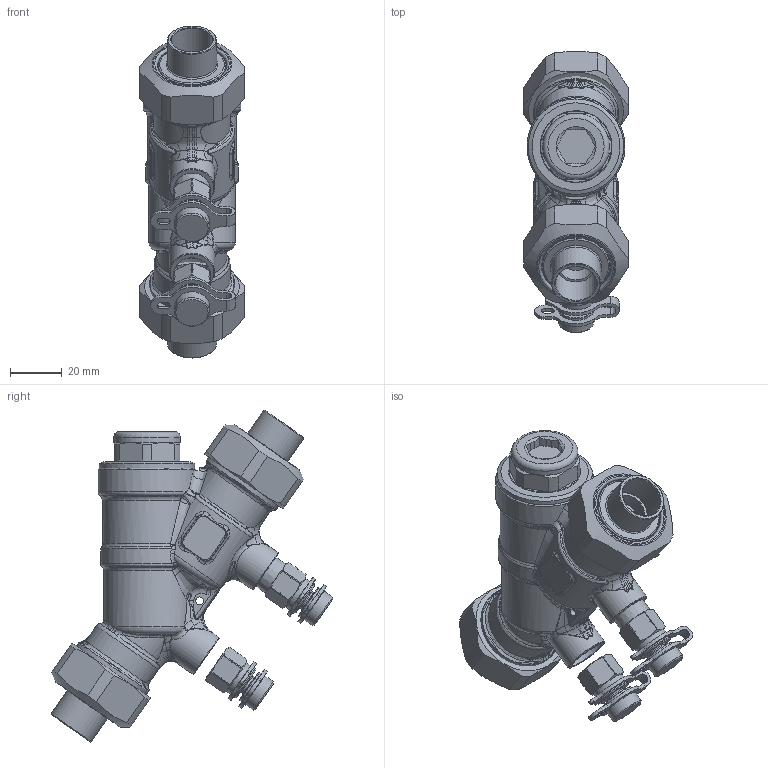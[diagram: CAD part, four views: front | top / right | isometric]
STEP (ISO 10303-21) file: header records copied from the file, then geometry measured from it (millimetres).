
FILE_DESCRIPTION(/* description */ (''),/* implementation_level */ '2;1');
FILE_NAME(/* name */ '128549AF_Simplify_1.stp',/* time_stamp */ '2025-07-22T07:59:20-05:00',/* author */ ('ischreiner'),/* organization */ (''),/* preprocessor_version */ 'ST-DEVELOPER v20',/* originating_system */ 'Autodesk Inventor 2025',/* authorisation */ '');
FILE_SCHEMA (('AUTOMOTIVE_DESIGN { 1 0 10303 214 3 1 1 }'));
Length unit declared in the file: inch
Products named in the file (1): 128549AF_Simplify_1
Bounding box: 40.63 x 109.18 x 128.68 mm (x, y, z)
Volume: 162919.7 mm3; surface area: 39231.8 mm2
Topology: 7 solids, 7 shells, 1119 faces, 2704 edges, 1608 vertices
Faces by surface type: bspline 709, cylinder 168, plane 123, cone 71, torus 44, sphere 4
Full cylindrical faces by diameter (mm): 3 x1, 8 x2, 11.5 x2, 12 x4, 12.2 x2, 13.5 x6, 13.9 x2, 13.97 x2, 15.977 x2, 17.5 x2, 19.05 x2, 25.8 x1, 26.162 x2, 26.924 x2, 29.5 x1, 29.845 x2, 30 x2, 30.302 x2, 33.1 x2, 37 x1
Entity records: 139237 total; most frequent: CARTESIAN_POINT 116313, ORIENTED_EDGE 5372, DIRECTION 3097, EDGE_CURVE 2686, VERTEX_POINT 1608, AXIS2_PLACEMENT_3D 1358, B_SPLINE_CURVE_WITH_KNOTS 1298, EDGE_LOOP 1168
